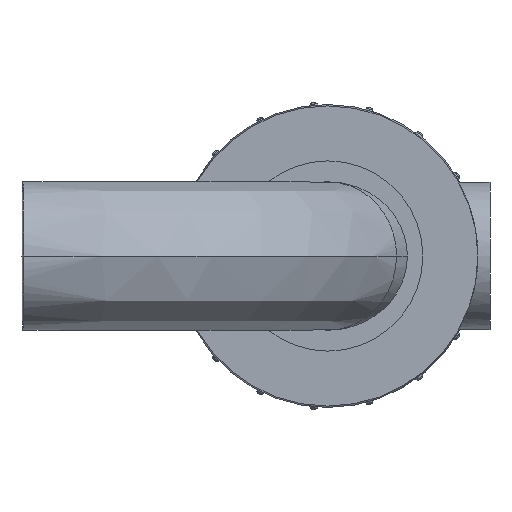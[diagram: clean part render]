
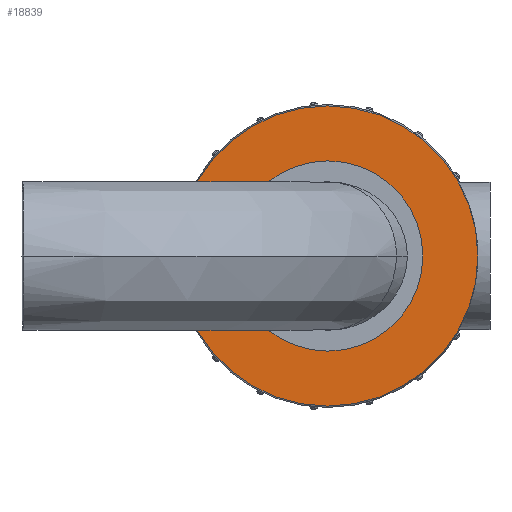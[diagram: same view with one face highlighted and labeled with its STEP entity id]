
A CAD part, front view. The second image highlights one B-rep face of the part: STEP entity #18839.
In plain terms, the highlighted planar face has unit normal (0, -1, 0).
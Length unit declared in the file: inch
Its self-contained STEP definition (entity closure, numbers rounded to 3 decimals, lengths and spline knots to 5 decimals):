
#2197 = CARTESIAN_POINT ( 'NONE',  ( 0., -3.72984, 0.2225 ) ) ;
#2572 = CARTESIAN_POINT ( 'NONE',  ( 0., -3.72984, 0. ) ) ;
#2574 = DIRECTION ( 'NONE',  ( 0., 1., 0. ) ) ;
#2576 = DIRECTION ( 'NONE',  ( 0., 0., 1. ) ) ;
#2591 = CARTESIAN_POINT ( 'NONE',  ( 0., -3.72984, 0. ) ) ;
#2593 = DIRECTION ( 'NONE',  ( 0., 1., 0. ) ) ;
#2595 = DIRECTION ( 'NONE',  ( 0., 0., 1. ) ) ;
#2936 = VERTEX_POINT ( 'NONE', #2197 ) ;
#5241 = FACE_BOUND ( 'NONE', #8596, .T. ) ;
#5244 = FACE_OUTER_BOUND ( 'NONE', #9122, .T. ) ;
#6316 = CARTESIAN_POINT ( 'NONE',  ( 0., -3.72984, 0. ) ) ;
#6332 = PLANE ( 'NONE',  #16433 ) ;
#6334 = DIRECTION ( 'NONE',  ( 0., -1., 0. ) ) ;
#6335 = DIRECTION ( 'NONE',  ( 0., 0., -1. ) ) ;
#8596 = EDGE_LOOP ( 'NONE', ( #19103, #18957 ) ) ;
#9122 = EDGE_LOOP ( 'NONE', ( #18997, #19115 ) ) ;
#10293 = CIRCLE ( 'NONE', #21108, 0.2225 ) ;
#10339 = CIRCLE ( 'NONE', #21140, 0.141 ) ;
#10401 = CIRCLE ( 'NONE', #21186, 0.141 ) ;
#10405 = CIRCLE ( 'NONE', #21189, 0.2225 ) ;
#10874 = VERTEX_POINT ( 'NONE', #15512 ) ;
#11020 = VERTEX_POINT ( 'NONE', #15595 ) ;
#11024 = VERTEX_POINT ( 'NONE', #15598 ) ;
#13072 = CARTESIAN_POINT ( 'NONE',  ( 0., -3.72984, 0. ) ) ;
#13073 = DIRECTION ( 'NONE',  ( 0., 1., 0. ) ) ;
#13074 = DIRECTION ( 'NONE',  ( 0., 0., 1. ) ) ;
#13294 = CARTESIAN_POINT ( 'NONE',  ( 0., -3.72984, 0. ) ) ;
#13295 = DIRECTION ( 'NONE',  ( 0., 1., 0. ) ) ;
#13296 = DIRECTION ( 'NONE',  ( 0., 0., 1. ) ) ;
#13447 = EDGE_CURVE ( 'NONE', #2936, #11020, #10293, .T. ) ;
#13495 = EDGE_CURVE ( 'NONE', #11024, #10874, #10339, .T. ) ;
#13572 = EDGE_CURVE ( 'NONE', #10874, #11024, #10401, .T. ) ;
#13575 = EDGE_CURVE ( 'NONE', #11020, #2936, #10405, .T. ) ;
#15512 = CARTESIAN_POINT ( 'NONE',  ( 0., -3.72984, -0.141 ) ) ;
#15595 = CARTESIAN_POINT ( 'NONE',  ( 0., -3.72984, -0.2225 ) ) ;
#15598 = CARTESIAN_POINT ( 'NONE',  ( 0., -3.72984, 0.141 ) ) ;
#16433 = AXIS2_PLACEMENT_3D ( 'NONE', #6316, #6334, #6335 ) ;
#18839 = ADVANCED_FACE ( 'NONE', ( #5244, #5241 ), #6332, .T. ) ;
#18957 = ORIENTED_EDGE ( 'NONE', *, *, #13572, .T. ) ;
#18997 = ORIENTED_EDGE ( 'NONE', *, *, #13447, .F. ) ;
#19103 = ORIENTED_EDGE ( 'NONE', *, *, #13495, .T. ) ;
#19115 = ORIENTED_EDGE ( 'NONE', *, *, #13575, .F. ) ;
#21108 = AXIS2_PLACEMENT_3D ( 'NONE', #13072, #13073, #13074 ) ;
#21140 = AXIS2_PLACEMENT_3D ( 'NONE', #13294, #13295, #13296 ) ;
#21186 = AXIS2_PLACEMENT_3D ( 'NONE', #2572, #2574, #2576 ) ;
#21189 = AXIS2_PLACEMENT_3D ( 'NONE', #2591, #2593, #2595 ) ;
